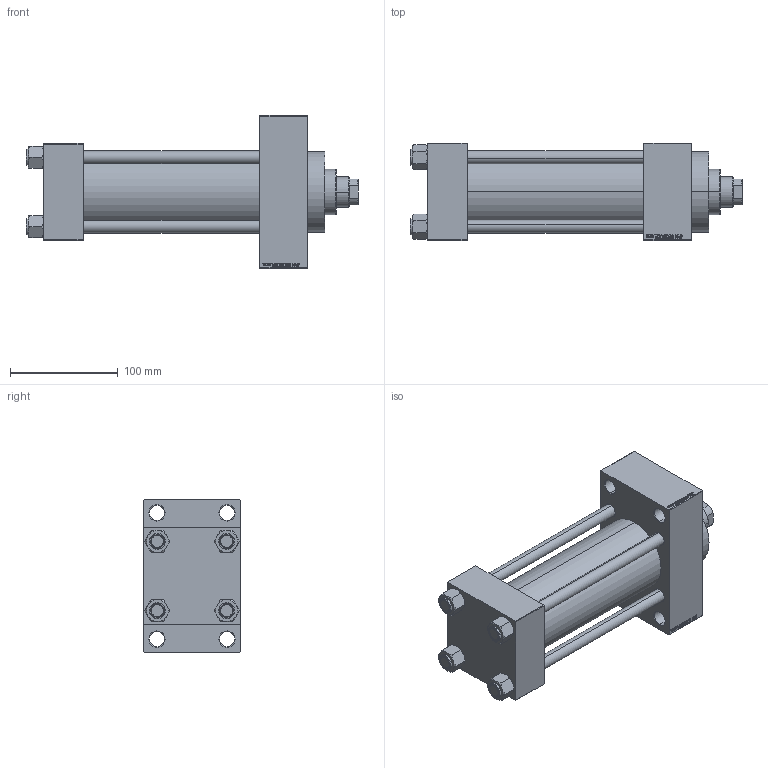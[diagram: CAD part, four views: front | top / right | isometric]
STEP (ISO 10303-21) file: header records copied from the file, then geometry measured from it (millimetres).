
FILE_DESCRIPTION (( 'STEP AP203' ), '1' );
FILE_NAME ('6d06.STEP', '2022-04-15T15:24:42', ( '' ), ( '' ), 'SwSTEP 2.0', 'SolidWorks 2019', '' );
FILE_SCHEMA (( 'CONFIG_CONTROL_DESIGN' ));
Length unit declared in the file: millimetre
Products named in the file (6): V215_VC_A 831d5ac83b62d1bb7a38eb6aa6ab3771; V215CR_VCP_D 831d5ac83b62d1bb7a38eb6aa6ab3771; NUT_M5_D 831d5ac83b62d1bb7a38eb6aa6ab3771; V215CR_D_TYCINKA 831d5ac83b62d1bb7a38eb6aa6ab3771; V215CR_D_Body 831d5ac83b62d1bb7a38eb6aa6ab3771; 6d06
Assembly tree (11 placements, depth 2):
  6d06
    V215CR_D_Body 831d5ac83b62d1bb7a38eb6aa6ab3771
    V215CR_VCP_D 831d5ac83b62d1bb7a38eb6aa6ab3771
    NUT_M5_D 831d5ac83b62d1bb7a38eb6aa6ab3771  x4
    V215CR_D_TYCINKA 831d5ac83b62d1bb7a38eb6aa6ab3771  x4
    V215_VC_A 831d5ac83b62d1bb7a38eb6aa6ab3771
Bounding box: 308 x 90 x 142 mm (x, y, z)
Volume: 1282405.9 mm3; surface area: 267135.2 mm2
Topology: 11 solids, 11 shells, 1112 faces, 2768 edges, 1791 vertices
Faces by surface type: plane 499, bspline 368, cone 144, cylinder 93, torus 8
Entity records: 47444 total; most frequent: CARTESIAN_POINT 25108, ORIENTED_EDGE 5028, DIRECTION 3240, EDGE_CURVE 2514, VERTEX_POINT 1647, LINE 1510, VECTOR 1510, EDGE_LOOP 1125
